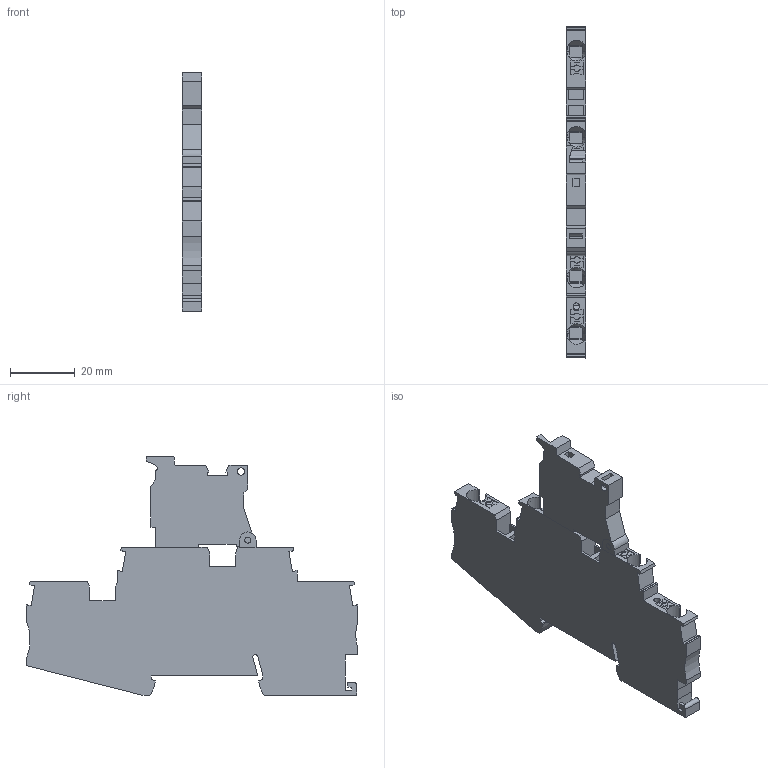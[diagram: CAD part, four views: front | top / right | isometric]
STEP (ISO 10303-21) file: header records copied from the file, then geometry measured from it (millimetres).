
FILE_DESCRIPTION(('Creo Elements/Direct Modeling STEP Export'),'2;1');
FILE_NAME('model.stp','2020-11-03T11:31:11',(''),(''),'Creo Elements/Direct Modeling STEP processor for AP214 (Solid Model)','Creo Elements/Direct Modeling 20.1A 29-Sep-2018 (C) Parametric Technology GmbH','');
FILE_SCHEMA(('AUTOMOTIVE_DESIGN { 1 0 10303 214 1 1 1 1 }'));
Length unit declared in the file: millimetre
Products named in the file (1): PTTB_4_HESILED_60_5X20-select
Bounding box: 6.15 x 102.9 x 73.98 mm (x, y, z)
Volume: 24472.6 mm3; surface area: 13680.1 mm2
Topology: 1 solids, 1 shells, 321 faces, 928 edges, 612 vertices
Faces by surface type: plane 277, cylinder 32, torus 8, cone 4
Entity records: 15267 total; most frequent: CARTESIAN_POINT 4251, ORIENTED_EDGE 1856, DIRECTION 1598, EDGE_CURVE 928, VECTOR 768, LINE 768, VERTEX_POINT 612, AXIS2_PLACEMENT_3D 415
